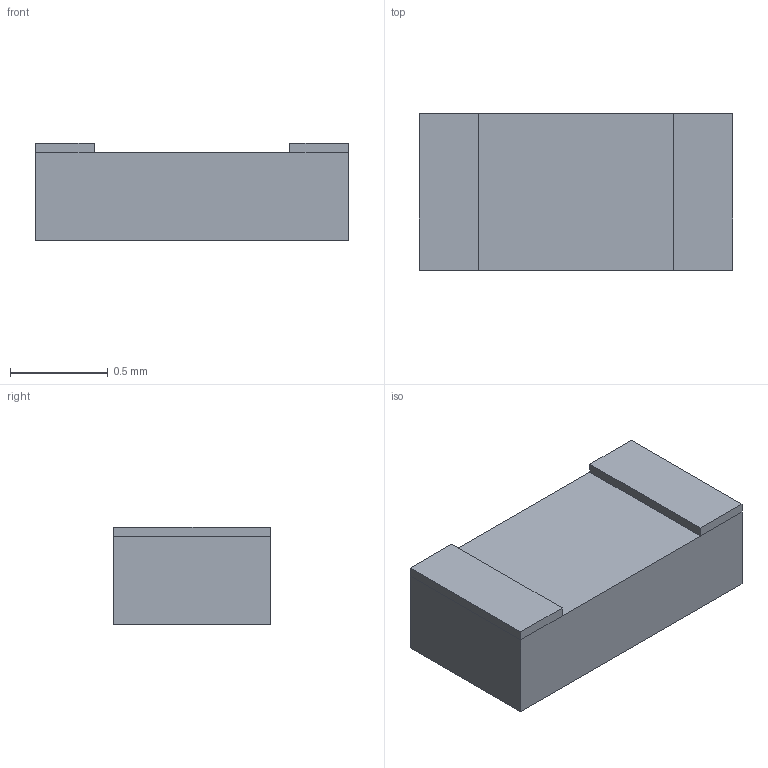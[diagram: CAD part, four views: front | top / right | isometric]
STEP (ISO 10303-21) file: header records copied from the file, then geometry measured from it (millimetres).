
FILE_DESCRIPTION(('FreeCAD Model'),'2;1');
FILE_NAME('0603_1.6x0.8x0.45_resistor.step','2019-05-14T16:25:29',('Author'),(''), 'Open CASCADE STEP processor 7.3','FreeCAD','Unknown');
FILE_SCHEMA(('AUTOMOTIVE_DESIGN { 1 0 10303 214 1 1 1 1 }'));
Length unit declared in the file: millimetre
Products named in the file (1): Body
Bounding box: 1.6 x 0.8 x 0.5 mm (x, y, z)
Volume: 0.6 mm3; surface area: 4.9 mm2
Topology: 1 solids, 1 shells, 16 faces, 34 edges, 20 vertices
Faces by surface type: plane 16
Entity records: 877 total; most frequent: CARTESIAN_POINT 139, DIRECTION 136, LINE 102, VECTOR 102, ORIENTED_EDGE 68, PCURVE 68, DEFINITIONAL_REPRESENTATION 68, EDGE_CURVE 34
